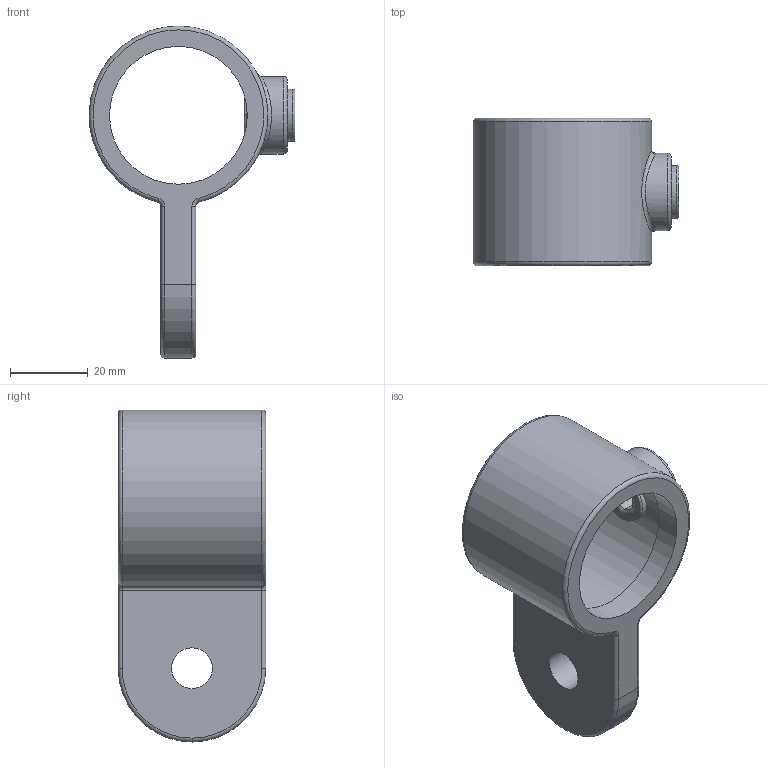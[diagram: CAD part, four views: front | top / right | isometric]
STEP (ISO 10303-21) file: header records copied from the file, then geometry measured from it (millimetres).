
FILE_DESCRIPTION (( 'STEP AP203' ), '1' );
FILE_NAME ('173M-B34.STEP', '2024-01-29T09:21:36', ( '' ), ( '' ), 'SwSTEP 2.0', 'SolidWorks 2018', '' );
FILE_SCHEMA (( 'CONFIG_CONTROL_DESIGN' ));
Length unit declared in the file: millimetre
Products named in the file (3): 173M-B34 Teil 2_173M-B34 Teil 2; 173M-B34; 173M-B34 Teil 1_173M-B34 Teil 1
Assembly tree (2 placements, depth 2):
  173M-B34
    173M-B34 Teil 1_173M-B34 Teil 1
    173M-B34 Teil 2_173M-B34 Teil 2
Bounding box: 52.99 x 38 x 85.5 mm (x, y, z)
Volume: 36059.6 mm3; surface area: 16155.2 mm2
Topology: 2 solids, 2 shells, 275 faces, 710 edges, 464 vertices
Faces by surface type: plane 126, bspline 86, cylinder 50, torus 13
Full cylindrical faces by diameter (mm): 10.5 x1, 11.8 x1, 13.5 x1, 20 x1, 35.5 x2, 37.5 x1
Entity records: 12411 total; most frequent: CARTESIAN_POINT 6022, ORIENTED_EDGE 1394, DIRECTION 1021, EDGE_CURVE 697, VERTEX_POINT 462, AXIS2_PLACEMENT_3D 345, LINE 331, VECTOR 331
